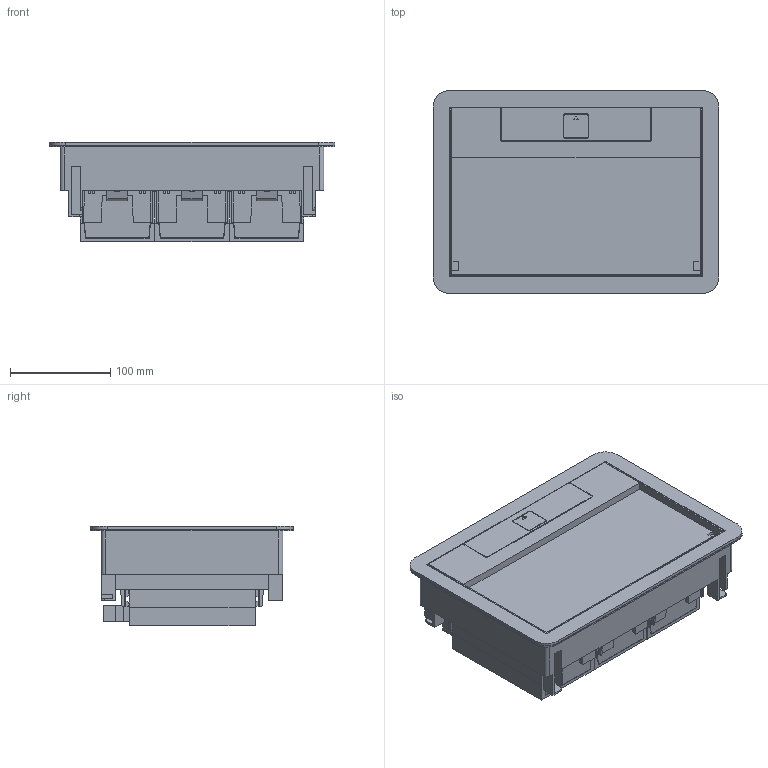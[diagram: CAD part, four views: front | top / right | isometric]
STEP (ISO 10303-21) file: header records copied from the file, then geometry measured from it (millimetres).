
FILE_DESCRIPTION(('CATIA V5 STEP Exchange','CAx-IF Rec.Pracs.--- Model Styling and Organization---1.5--- 2016-08-15','CAx-IF Rec.Pracs.---Supplemental Geometry---1.0---2011-11-01','CAx-IF Rec.Pracs.--- Composite Materials ---3.4---2017-06-13','CAx-IF Rec.Pracs.---Tessellated 3D Geometry---1.0---2015-12-17'),'2;1');
FILE_NAME('LG-080718-S_closed.stp','2025-05-02T08:54:10+00:00',('none'),('none'),'CATIA Version 5-6 Release 2020','CATIA V5 STEP AP242 v1','none');
FILE_SCHEMA(('AP242_MANAGED_MODEL_BASED_3D_ENGINEERING_MIM_LF {1 0 10303 442 1 1 4}'));
Length unit declared in the file: millimetre
Products named in the file (8): A029387_A; AO13231_A-S; D012783_A-MOD-S; A027673_A-ASS PLANCHER TECHNIQUE.1; D012815_A-MOD.3; D012818_A-MO1.2; GF00140_A-MOD.4; D012778_A-S
Assembly tree (9 placements, depth 3):
  A029387_A
    AO13231_A-S
    D012783_A-MOD-S
    A027673_A-ASS PLANCHER TECHNIQUE.1  x3
      D012815_A-MOD.3
      D012818_A-MO1.2
      GF00140_A-MOD.4
    D012778_A-S
Bounding box: 285 x 202.02 x 99 mm (x, y, z)
Volume: 913818.9 mm3; surface area: 688233.6 mm2
Topology: 15 solids, 15 shells, 1668 faces, 4800 edges, 3150 vertices
Faces by surface type: plane 1409, cylinder 235, extrusion 24
Entity records: 31000 total; most frequent: CARTESIAN_POINT 5991, ORIENTED_EDGE 5792, DIRECTION 4104, EDGE_CURVE 2896, VECTOR 2480, LINE 2456, VERTEX_POINT 1902, EDGE_LOOP 1072
